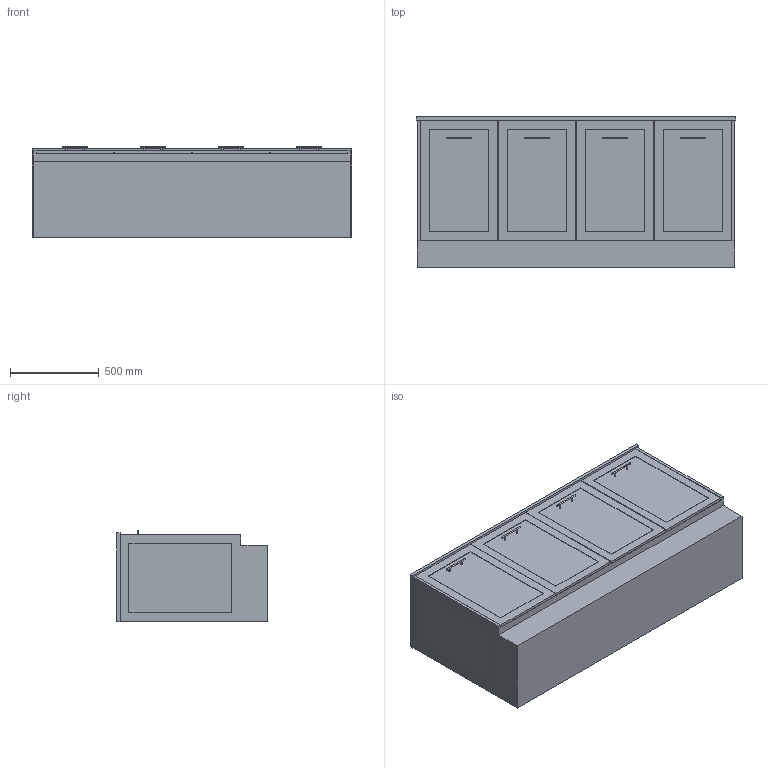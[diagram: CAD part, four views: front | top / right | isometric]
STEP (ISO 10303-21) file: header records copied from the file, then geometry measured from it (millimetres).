
FILE_DESCRIPTION (( 'STEP AP214' ), '1' );
FILE_NAME ('KL All Door 1800WK.STEP', '2019-07-10T06:35:07', ( '' ), ( '' ), 'SwSTEP 2.0', 'SolidWorks 2015', '' );
FILE_SCHEMA (( 'AUTOMOTIVE_DESIGN' ));
Length unit declared in the file: millimetre
Products named in the file (3): Cross Bar 96; KL All Door 1800WK
Assembly tree (5 placements, depth 2):
  KL All Door 1800WK
    Cross Bar 96  x4
    KL All Door 1800WK
Bounding box: 1800 x 850 x 514 mm (x, y, z)
Volume: 196890440.7 mm3; surface area: 12865245.6 mm2
Topology: 10 solids, 10 shells, 149 faces, 342 edges, 228 vertices
Faces by surface type: plane 101, cylinder 48
Entity records: 3515 total; most frequent: CARTESIAN_POINT 601, DIRECTION 572, ORIENTED_EDGE 540, EDGE_CURVE 270, LINE 206, VECTOR 206, AXIS2_PLACEMENT_3D 183, VERTEX_POINT 180
